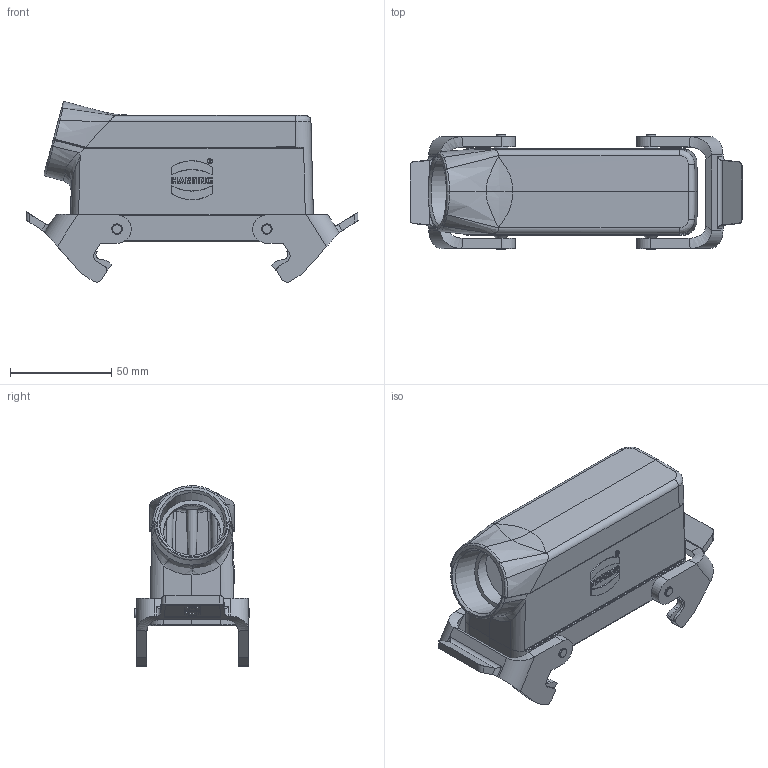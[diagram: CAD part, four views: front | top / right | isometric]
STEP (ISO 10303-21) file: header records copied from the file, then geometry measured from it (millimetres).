
FILE_DESCRIPTION((''),'2;1');
FILE_NAME('05300241567.stp','2020-07-14T15:30:40',('e.eickhoff'),(''),'Autodesk Inventor 2012','Autodesk Inventor 2012','');
FILE_SCHEMA(('AUTOMOTIVE_DESIGN { 1 0 10303 214 1 1 1 1 }'));
Length unit declared in the file: millimetre
Products named in the file (3): 05300241567; 05300241567 bügel
Assembly tree (3 placements, depth 2):
  05300241567
    05300241567
    05300241567 bügel  x2
Bounding box: 163.99 x 57.2 x 89.16 mm (x, y, z)
Volume: 103533.8 mm3; surface area: 61458.8 mm2
Topology: 3 solids, 3 shells, 721 faces, 2375 edges, 2239 vertices
Faces by surface type: plane 407, cylinder 153, bspline 126, cone 19, torus 12, sphere 4
Full cylindrical faces by diameter (mm): 0.537 x2, 0.788 x2, 3 x4, 5.13 x4, 28 x1, 32 x1
Entity records: 26550 total; most frequent: CARTESIAN_POINT 10775, DIRECTION 2764, ORIENTED_EDGE 2602, EDGE_CURVE 1301, VECTOR 962, LINE 962, AXIS2_PLACEMENT_3D 901, VERTEX_POINT 829
